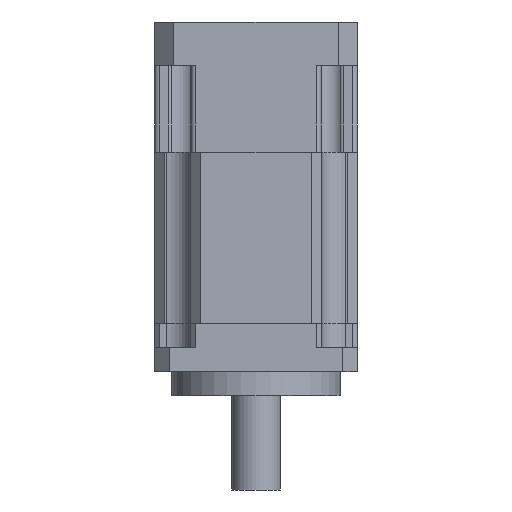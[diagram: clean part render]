
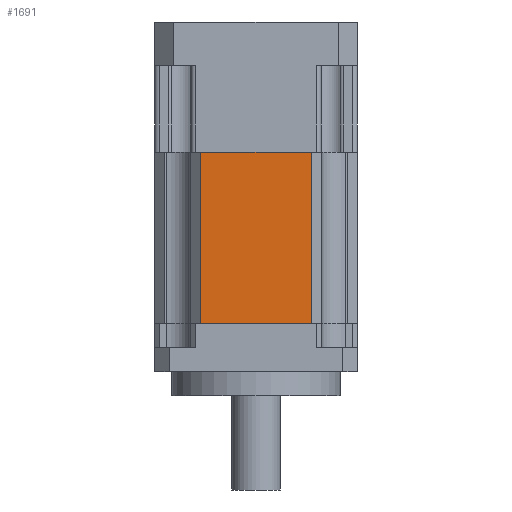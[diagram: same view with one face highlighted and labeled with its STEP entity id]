
A CAD part, front view. The second image highlights one B-rep face of the part: STEP entity #1691.
In plain terms, the highlighted planar face has unit normal (0, -1, 0).
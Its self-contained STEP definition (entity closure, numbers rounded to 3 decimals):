
#169 = DIRECTION ( 'NONE',  ( 1., 0., 0. ) ) ;
#208 = CARTESIAN_POINT ( 'NONE',  ( -11.5, -21., 35.5 ) ) ;
#364 = VERTEX_POINT ( 'NONE', #5687 ) ;
#1008 = LINE ( 'NONE', #5678, #2645 ) ;
#1622 = DIRECTION ( 'NONE',  ( -1., 0., 0. ) ) ;
#1691 = ADVANCED_FACE ( 'NONE', ( #4212 ), #1857, .T. ) ;
#1734 = VECTOR ( 'NONE', #1622, 1000. ) ;
#1773 = VECTOR ( 'NONE', #3008, 1000. ) ;
#1857 = PLANE ( 'NONE',  #3145 ) ;
#1864 = ORIENTED_EDGE ( 'NONE', *, *, #6063, .T. ) ;
#2143 = CARTESIAN_POINT ( 'NONE',  ( -11.5, -21., 0. ) ) ;
#2645 = VECTOR ( 'NONE', #3327, 1000. ) ;
#2801 = LINE ( 'NONE', #5611, #5053 ) ;
#3008 = DIRECTION ( 'NONE',  ( 0., 0., -1. ) ) ;
#3113 = CARTESIAN_POINT ( 'NONE',  ( 11.5, -21., 35.5 ) ) ;
#3122 = DIRECTION ( 'NONE',  ( 0., -1., 0. ) ) ;
#3145 = AXIS2_PLACEMENT_3D ( 'NONE', #6532, #3122, #169 ) ;
#3327 = DIRECTION ( 'NONE',  ( 0., 0., 1. ) ) ;
#3546 = EDGE_LOOP ( 'NONE', ( #6054, #6056, #6977, #1864 ) ) ;
#4016 = CARTESIAN_POINT ( 'NONE',  ( -11.5, -21., 35.5 ) ) ;
#4197 = EDGE_CURVE ( 'NONE', #364, #4480, #1008, .T. ) ;
#4212 = FACE_OUTER_BOUND ( 'NONE', #3546, .T. ) ;
#4480 = VERTEX_POINT ( 'NONE', #3113 ) ;
#4633 = VERTEX_POINT ( 'NONE', #2143 ) ;
#5053 = VECTOR ( 'NONE', #5070, 1000. ) ;
#5070 = DIRECTION ( 'NONE',  ( -1., 0., 0. ) ) ;
#5195 = EDGE_CURVE ( 'NONE', #364, #4633, #2801, .T. ) ;
#5611 = CARTESIAN_POINT ( 'NONE',  ( 0., -21., 0. ) ) ;
#5678 = CARTESIAN_POINT ( 'NONE',  ( 11.5, -21., 35.5 ) ) ;
#5687 = CARTESIAN_POINT ( 'NONE',  ( 11.5, -21., 0. ) ) ;
#6054 = ORIENTED_EDGE ( 'NONE', *, *, #5195, .F. ) ;
#6056 = ORIENTED_EDGE ( 'NONE', *, *, #4197, .T. ) ;
#6063 = EDGE_CURVE ( 'NONE', #7037, #4633, #7061, .T. ) ;
#6532 = CARTESIAN_POINT ( 'NONE',  ( 0., -21., 35.5 ) ) ;
#6713 = CARTESIAN_POINT ( 'NONE',  ( 0., -21., 35.5 ) ) ;
#6977 = ORIENTED_EDGE ( 'NONE', *, *, #7355, .T. ) ;
#7037 = VERTEX_POINT ( 'NONE', #4016 ) ;
#7061 = LINE ( 'NONE', #208, #1773 ) ;
#7272 = LINE ( 'NONE', #6713, #1734 ) ;
#7355 = EDGE_CURVE ( 'NONE', #4480, #7037, #7272, .T. ) ;
